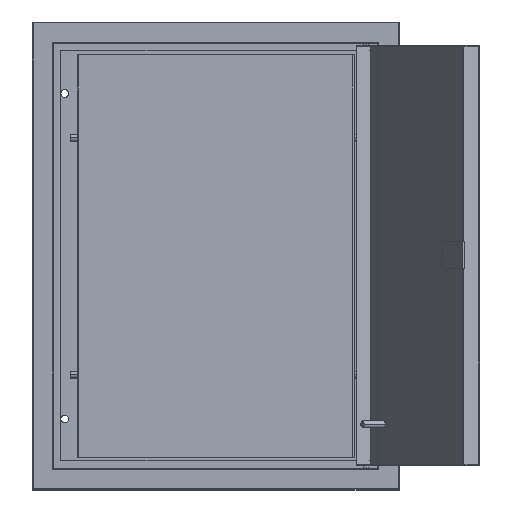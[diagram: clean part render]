
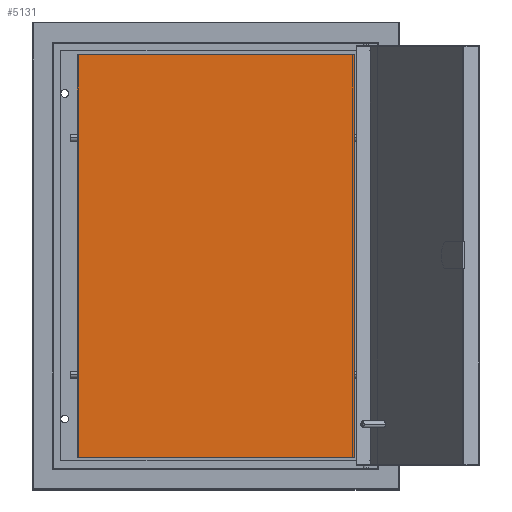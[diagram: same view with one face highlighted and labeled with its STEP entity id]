
A CAD part, top view. The second image highlights one B-rep face of the part: STEP entity #5131.
In plain terms, the highlighted planar face has unit normal (0, 0, 1).
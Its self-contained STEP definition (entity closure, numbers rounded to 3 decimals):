
#40 = CARTESIAN_POINT ( 'NONE',  ( 117., 170., 0. ) ) ;
#188 = CARTESIAN_POINT ( 'NONE',  ( -117., -170., 0. ) ) ;
#476 = DIRECTION ( 'NONE',  ( 0., -1., 0. ) ) ;
#616 = VECTOR ( 'NONE', #4629, 1000. ) ;
#978 = LINE ( 'NONE', #1146, #1037 ) ;
#989 = EDGE_CURVE ( 'NONE', #3874, #3916, #4476, .T. ) ;
#1037 = VECTOR ( 'NONE', #476, 1000. ) ;
#1133 = CARTESIAN_POINT ( 'NONE',  ( 0., 170., 0. ) ) ;
#1146 = CARTESIAN_POINT ( 'NONE',  ( -117., 170., 0. ) ) ;
#1471 = ORIENTED_EDGE ( 'NONE', *, *, #2659, .T. ) ;
#1578 = EDGE_CURVE ( 'NONE', #3916, #3804, #2662, .T. ) ;
#1590 = CARTESIAN_POINT ( 'NONE',  ( 0., 170., 0. ) ) ;
#1804 = DIRECTION ( 'NONE',  ( 0., 0., 1. ) ) ;
#1881 = DIRECTION ( 'NONE',  ( -1., 0., 0. ) ) ;
#1902 = FACE_OUTER_BOUND ( 'NONE', #4904, .T. ) ;
#1906 = ORIENTED_EDGE ( 'NONE', *, *, #989, .F. ) ;
#2066 = ORIENTED_EDGE ( 'NONE', *, *, #4881, .T. ) ;
#2130 = LINE ( 'NONE', #1590, #3637 ) ;
#2659 = EDGE_CURVE ( 'NONE', #5183, #3804, #978, .T. ) ;
#2662 = LINE ( 'NONE', #4623, #4600 ) ;
#2761 = AXIS2_PLACEMENT_3D ( 'NONE', #1133, #1804, #3436 ) ;
#2944 = ORIENTED_EDGE ( 'NONE', *, *, #1578, .F. ) ;
#3436 = DIRECTION ( 'NONE',  ( 1., 0., 0. ) ) ;
#3455 = PLANE ( 'NONE',  #2761 ) ;
#3637 = VECTOR ( 'NONE', #3679, 1000. ) ;
#3679 = DIRECTION ( 'NONE',  ( -1., 0., 0. ) ) ;
#3804 = VERTEX_POINT ( 'NONE', #188 ) ;
#3874 = VERTEX_POINT ( 'NONE', #4065 ) ;
#3916 = VERTEX_POINT ( 'NONE', #4249 ) ;
#4065 = CARTESIAN_POINT ( 'NONE',  ( 117., 170., 0. ) ) ;
#4249 = CARTESIAN_POINT ( 'NONE',  ( 117., -170., 0. ) ) ;
#4476 = LINE ( 'NONE', #40, #616 ) ;
#4600 = VECTOR ( 'NONE', #1881, 1000. ) ;
#4623 = CARTESIAN_POINT ( 'NONE',  ( 0., -170., 0. ) ) ;
#4629 = DIRECTION ( 'NONE',  ( 0., -1., 0. ) ) ;
#4881 = EDGE_CURVE ( 'NONE', #3874, #5183, #2130, .T. ) ;
#4904 = EDGE_LOOP ( 'NONE', ( #2944, #1906, #2066, #1471 ) ) ;
#5066 = CARTESIAN_POINT ( 'NONE',  ( -117., 170., 0. ) ) ;
#5131 = ADVANCED_FACE ( 'NONE', ( #1902 ), #3455, .T. ) ;
#5183 = VERTEX_POINT ( 'NONE', #5066 ) ;
